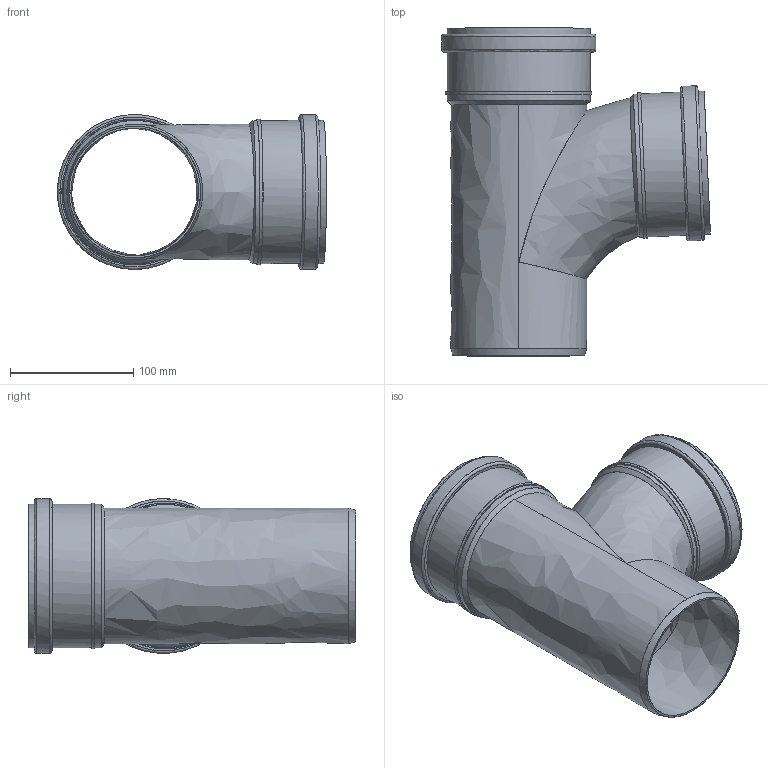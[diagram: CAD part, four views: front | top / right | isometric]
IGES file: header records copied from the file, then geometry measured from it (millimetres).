
Global section: file name: 0891355_DRAG 110.igs; native system: NX V4.0; preprocessor: UGS NX IGES V4.0; date: 20090715.123340; units: millimetre
Bounding box: 217.99 x 265.8 x 125.4 mm (x, y, z)
Surface area: 262009.8 mm2 (no closed solid volume)
Topology: 0 solids, 0 shells, 52 faces, 800 edges, 745 vertices
Faces by surface type: bspline 52
